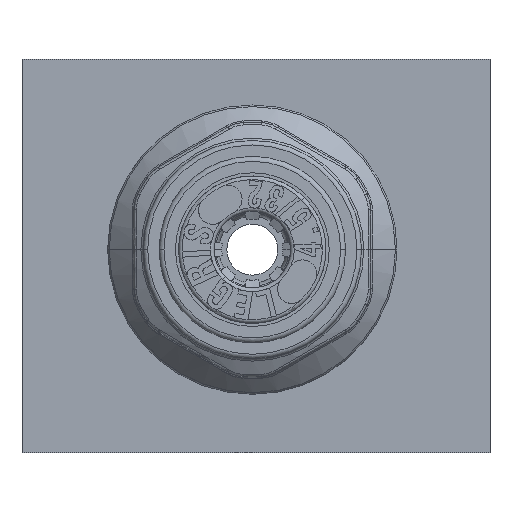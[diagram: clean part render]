
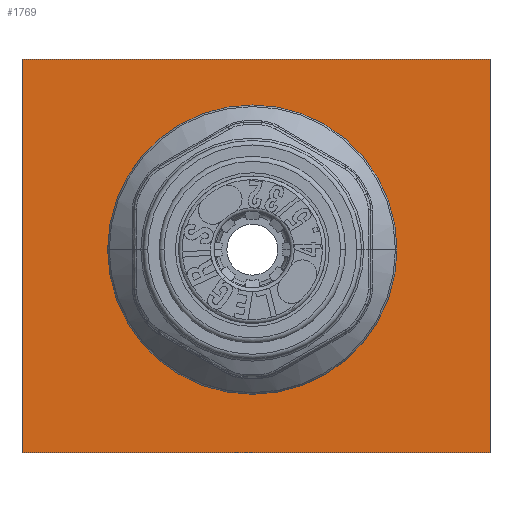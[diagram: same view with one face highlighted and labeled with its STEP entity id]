
A CAD part, left-side view. The second image highlights one B-rep face of the part: STEP entity #1769.
In plain terms, the highlighted planar face has unit normal (-1, 0, 0).
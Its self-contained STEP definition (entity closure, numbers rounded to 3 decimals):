
#1769=ADVANCED_FACE('',(#4948,#4949),#4950,.F.);
#4948=FACE_OUTER_BOUND('',#10026,.T.);
#4949=FACE_BOUND('',#10027,.T.);
#4950=PLANE('',#10028);
#10026=EDGE_LOOP('',(#25248,#25249,#25250,#25251));
#10027=EDGE_LOOP('',(#25252,#25253));
#10028=AXIS2_PLACEMENT_3D('',#25254,#25255,#25256);
#25248=ORIENTED_EDGE('',*,*,#37786,.F.);
#25249=ORIENTED_EDGE('',*,*,#37787,.F.);
#25250=ORIENTED_EDGE('',*,*,#37788,.F.);
#25251=ORIENTED_EDGE('',*,*,#37789,.F.);
#25252=ORIENTED_EDGE('',*,*,#37790,.F.);
#25253=ORIENTED_EDGE('',*,*,#37791,.F.);
#25254=CARTESIAN_POINT('',(7.73,0.0,0.0));
#25255=DIRECTION('',(1.0,0.0,0.0));
#25256=DIRECTION('',(0.0,1.0,0.0));
#37786=EDGE_CURVE('',#43336,#43337,#43338,.T.);
#37787=EDGE_CURVE('',#43339,#43336,#43340,.T.);
#37788=EDGE_CURVE('',#43341,#43339,#43342,.T.);
#37789=EDGE_CURVE('',#43337,#43341,#43343,.T.);
#37790=EDGE_CURVE('',#43344,#43345,#43346,.T.);
#37791=EDGE_CURVE('',#43345,#43344,#43347,.T.);
#43336=VERTEX_POINT('',#51701);
#43337=VERTEX_POINT('',#51702);
#43338=LINE('',#51703,#51704);
#43339=VERTEX_POINT('',#51705);
#43340=LINE('',#51706,#51707);
#43341=VERTEX_POINT('',#51708);
#43342=LINE('',#51709,#51710);
#43343=LINE('',#51711,#51712);
#43344=VERTEX_POINT('',#51713);
#43345=VERTEX_POINT('',#51714);
#43346=CIRCLE('',#51715,5.25);
#43347=CIRCLE('',#51716,5.25);
#51701=CARTESIAN_POINT('',(7.73,-13.061,10.474));
#51702=CARTESIAN_POINT('',(7.73,-13.061,-11.173));
#51703=CARTESIAN_POINT('',(7.73,-13.061,10.474));
#51704=VECTOR('',#69810,21.646);
#51705=CARTESIAN_POINT('',(7.73,12.656,10.474));
#51706=CARTESIAN_POINT('',(7.73,12.656,10.474));
#51707=VECTOR('',#69811,25.718);
#51708=CARTESIAN_POINT('',(7.73,12.656,-11.173));
#51709=CARTESIAN_POINT('',(7.73,12.656,-11.173));
#51710=VECTOR('',#69812,21.646);
#51711=CARTESIAN_POINT('',(7.73,-13.061,-11.173));
#51712=VECTOR('',#69813,25.718);
#51713=CARTESIAN_POINT('',(7.73,5.25,0.0));
#51714=CARTESIAN_POINT('',(7.73,-5.25,0.));
#51715=AXIS2_PLACEMENT_3D('',#69814,#69815,#69816);
#51716=AXIS2_PLACEMENT_3D('',#69817,#69818,#69819);
#69810=DIRECTION('',(0.0,0.0,-1.0));
#69811=DIRECTION('',(0.0,-1.0,0.0));
#69812=DIRECTION('',(0.0,0.0,1.0));
#69813=DIRECTION('',(0.0,1.0,0.0));
#69814=CARTESIAN_POINT('',(7.73,0.0,0.0));
#69815=DIRECTION('',(-1.0,0.0,0.0));
#69816=DIRECTION('',(0.0,1.0,0.0));
#69817=CARTESIAN_POINT('',(7.73,0.0,0.0));
#69818=DIRECTION('',(-1.0,0.0,0.0));
#69819=DIRECTION('',(0.0,1.0,0.0));
